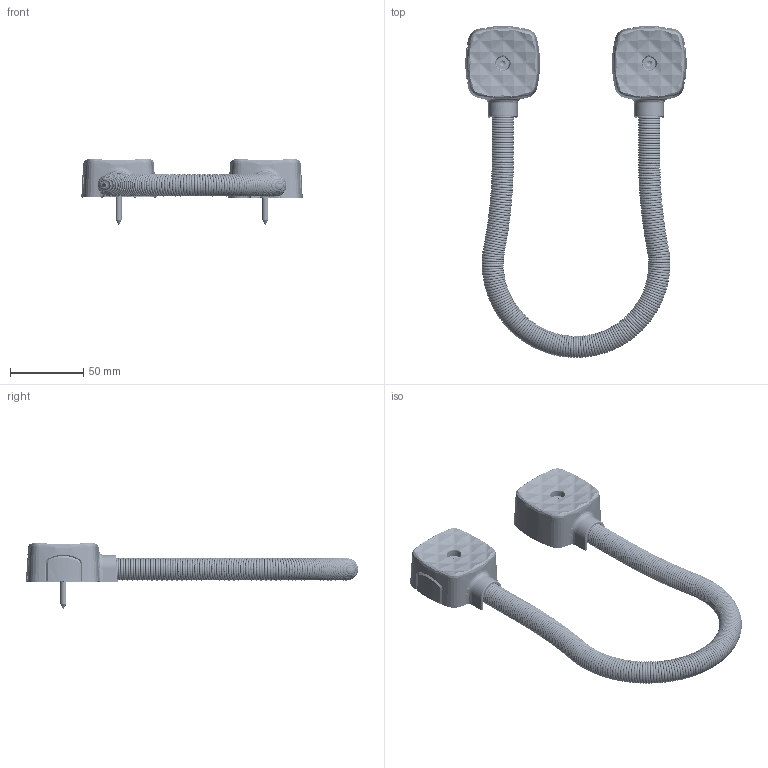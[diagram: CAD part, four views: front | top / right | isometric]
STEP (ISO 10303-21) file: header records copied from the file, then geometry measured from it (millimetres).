
FILE_DESCRIPTION (( 'STEP AP214' ), '1' );
FILE_NAME ('EFLEX1N_STPALL.STEP', '2025-04-02T14:08:19', ( '' ), ( '' ), 'SwSTEP 2.0', 'SolidWorks 2024', '' );
FILE_SCHEMA (( 'AUTOMOTIVE_DESIGN' ));
Length unit declared in the file: millimetre
Products named in the file (1): EFLEX1N_STPALL
Bounding box: 151 x 226.51 x 45.52 mm (x, y, z)
Volume: 92656.8 mm3; surface area: 58397.1 mm2
Topology: 5 solids, 5 shells, 3128 faces, 8412 edges, 5300 vertices
Faces by surface type: torus 1619, plane 785, cone 260, bspline 222, cylinder 202, sphere 40
Entity records: 181789 total; most frequent: CARTESIAN_POINT 75239, ORIENTED_EDGE 16778, DIRECTION 13502, EDGE_CURVE 8389, AXIS2_PLACEMENT_3D 6268, VERTEX_POINT 5301, B_SPLINE_CURVE_WITH_KNOTS 4042, CIRCLE 3361
